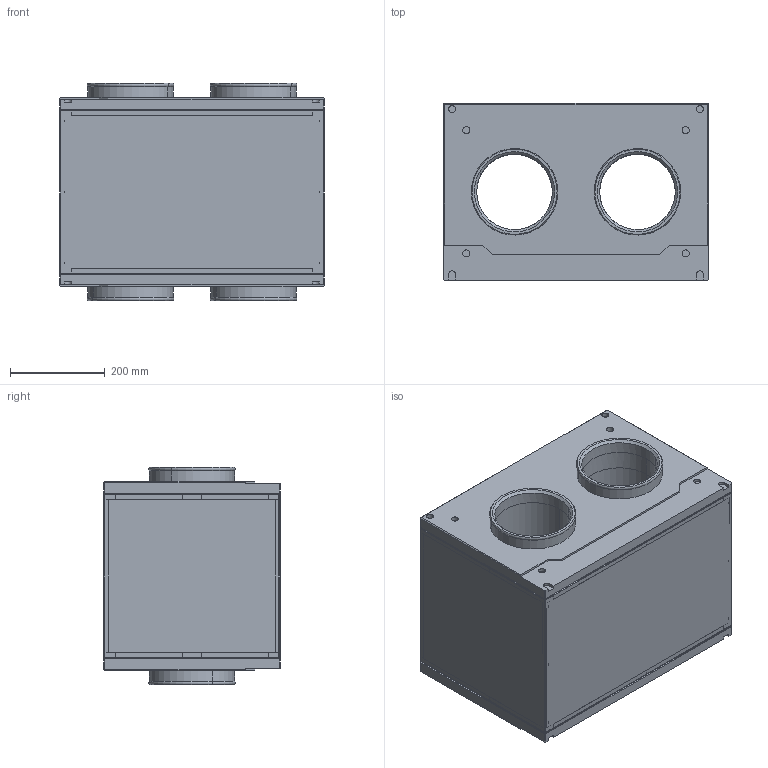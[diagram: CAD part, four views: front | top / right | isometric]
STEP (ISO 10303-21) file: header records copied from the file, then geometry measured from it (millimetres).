
FILE_DESCRIPTION(('CATIA V5 STEP Exchange'),'2;1');
FILE_NAME('SDB-160-400.stp','2021-02-24T09:05:23+00:00',('N.N.'),('Hovalwerke AG FL-9490 Vaduz'),'CATIA Version 5-6 Release 2016 SP3 HF4','CATIA V5 STEP AP203','none');
FILE_SCHEMA(('CONFIG_CONTROL_DESIGN'));
Length unit declared in the file: millimetre
Products named in the file (1): 6051854_Schalldämmbox SDB-160-400_13123813_C83_000_00_AllCATPart
Bounding box: 560 x 374 x 460 mm (x, y, z)
Volume: 67775076.8 mm3; surface area: 2278411.7 mm2
Topology: 1 solids, 1 shells, 345 faces, 924 edges, 564 vertices
Faces by surface type: plane 231, cylinder 98, torus 8, cone 8
Entity records: 9910 total; most frequent: ORIENTED_EDGE 1848, CARTESIAN_POINT 1809, DIRECTION 1348, EDGE_CURVE 924, VECTOR 652, LINE 652, VERTEX_POINT 564, AXIS2_PLACEMENT_3D 461
